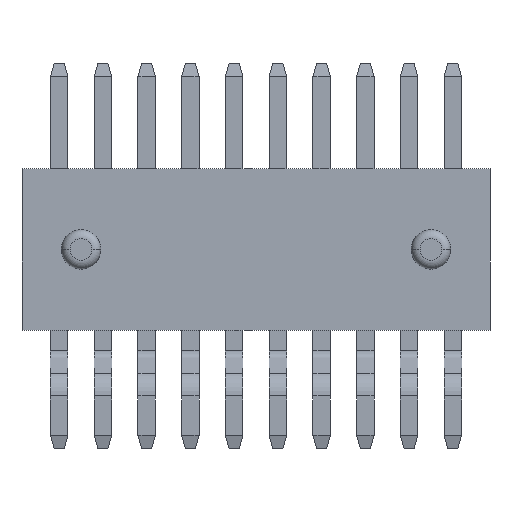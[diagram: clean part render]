
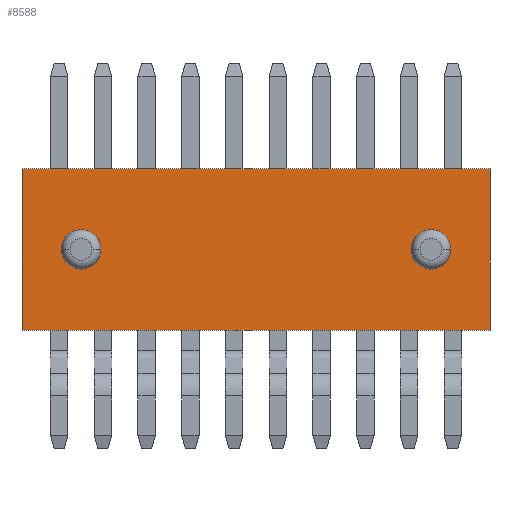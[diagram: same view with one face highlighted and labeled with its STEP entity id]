
A CAD part, front view. The second image highlights one B-rep face of the part: STEP entity #8588.
In plain terms, the highlighted planar face has unit normal (0, -1, 0).
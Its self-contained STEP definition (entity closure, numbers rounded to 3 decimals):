
#6420=CARTESIAN_POINT('',(-0.85,-1.2,0.));
#6421=VERTEX_POINT('',#6420);
#6428=CARTESIAN_POINT('',(-0.85,-1.2,3.7));
#6429=VERTEX_POINT('',#6428);
#6430=CARTESIAN_POINT('',(-0.85,-1.2,0.));
#6431=DIRECTION('',(0.,0.,1.));
#6432=VECTOR('',#6431,3.7);
#6433=LINE('',#6430,#6432);
#6434=EDGE_CURVE('',#6421,#6429,#6433,.T.);
#6972=CARTESIAN_POINT('',(9.85,-1.2,3.7));
#6973=VERTEX_POINT('',#6972);
#6974=CARTESIAN_POINT('',(-0.85,-1.2,3.7));
#6975=DIRECTION('',(1.,0.,0.));
#6976=VECTOR('',#6975,10.7);
#6977=LINE('',#6974,#6976);
#6978=EDGE_CURVE('',#6429,#6973,#6977,.T.);
#8476=CARTESIAN_POINT('',(9.85,-1.2,0.));
#8477=VERTEX_POINT('',#8476);
#8478=CARTESIAN_POINT('',(9.85,-1.2,3.7));
#8479=DIRECTION('',(0.,0.,-1.));
#8480=VECTOR('',#8479,3.7);
#8481=LINE('',#8478,#8480);
#8482=EDGE_CURVE('',#6973,#8477,#8481,.T.);
#8528=CARTESIAN_POINT('',(9.85,-1.2,0.));
#8529=DIRECTION('',(-1.,0.,0.));
#8530=VECTOR('',#8529,10.7);
#8531=LINE('',#8528,#8530);
#8532=EDGE_CURVE('',#8477,#6421,#8531,.T.);
#8537=CARTESIAN_POINT('',(-0.85,-1.2,3.7));
#8538=DIRECTION('',(0.,0.,-1.));
#8539=DIRECTION('',(0.,-1.,0.));
#8540=AXIS2_PLACEMENT_3D('',#8537,#8539,#8538);
#8541=PLANE('',#8540);
#8542=ORIENTED_EDGE('',*,*,#6434,.F.);
#8543=ORIENTED_EDGE('',*,*,#8532,.F.);
#8544=ORIENTED_EDGE('',*,*,#8482,.F.);
#8545=ORIENTED_EDGE('',*,*,#6978,.F.);
#8546=EDGE_LOOP('',(#8542,#8543,#8544,#8545));
#8547=FACE_OUTER_BOUND('',#8546,.T.);
#8548=CARTESIAN_POINT('',(8.05,-1.2,1.85));
#8549=VERTEX_POINT('',#8548);
#8550=CARTESIAN_POINT('',(8.95,-1.2,1.85));
#8551=VERTEX_POINT('',#8550);
#8552=CARTESIAN_POINT('',(8.5,-1.2,1.85));
#8553=DIRECTION('',(-1.,0.,0.));
#8554=DIRECTION('',(0.,1.,0.));
#8555=AXIS2_PLACEMENT_3D('',#8552,#8554,#8553);
#8556=CIRCLE('',#8555,0.45);
#8557=EDGE_CURVE('',#8549,#8551,#8556,.T.);
#8558=ORIENTED_EDGE('',*,*,#8557,.T.);
#8559=CARTESIAN_POINT('',(8.5,-1.2,1.85));
#8560=DIRECTION('',(1.,0.,0.));
#8561=DIRECTION('',(0.,1.,0.));
#8562=AXIS2_PLACEMENT_3D('',#8559,#8561,#8560);
#8563=CIRCLE('',#8562,0.45);
#8564=EDGE_CURVE('',#8551,#8549,#8563,.T.);
#8565=ORIENTED_EDGE('',*,*,#8564,.T.);
#8566=EDGE_LOOP('',(#8558,#8565));
#8567=FACE_BOUND('',#8566,.T.);
#8568=CARTESIAN_POINT('',(0.05,-1.2,1.85));
#8569=VERTEX_POINT('',#8568);
#8570=CARTESIAN_POINT('',(0.95,-1.2,1.85));
#8571=VERTEX_POINT('',#8570);
#8572=CARTESIAN_POINT('',(0.5,-1.2,1.85));
#8573=DIRECTION('',(-1.,0.,0.));
#8574=DIRECTION('',(0.,1.,0.));
#8575=AXIS2_PLACEMENT_3D('',#8572,#8574,#8573);
#8576=CIRCLE('',#8575,0.45);
#8577=EDGE_CURVE('',#8569,#8571,#8576,.T.);
#8578=ORIENTED_EDGE('',*,*,#8577,.T.);
#8579=CARTESIAN_POINT('',(0.5,-1.2,1.85));
#8580=DIRECTION('',(1.,0.,0.));
#8581=DIRECTION('',(0.,1.,0.));
#8582=AXIS2_PLACEMENT_3D('',#8579,#8581,#8580);
#8583=CIRCLE('',#8582,0.45);
#8584=EDGE_CURVE('',#8571,#8569,#8583,.T.);
#8585=ORIENTED_EDGE('',*,*,#8584,.T.);
#8586=EDGE_LOOP('',(#8578,#8585));
#8587=FACE_BOUND('',#8586,.T.);
#8588=ADVANCED_FACE('',(#8547,#8567,#8587),#8541,.T.);
